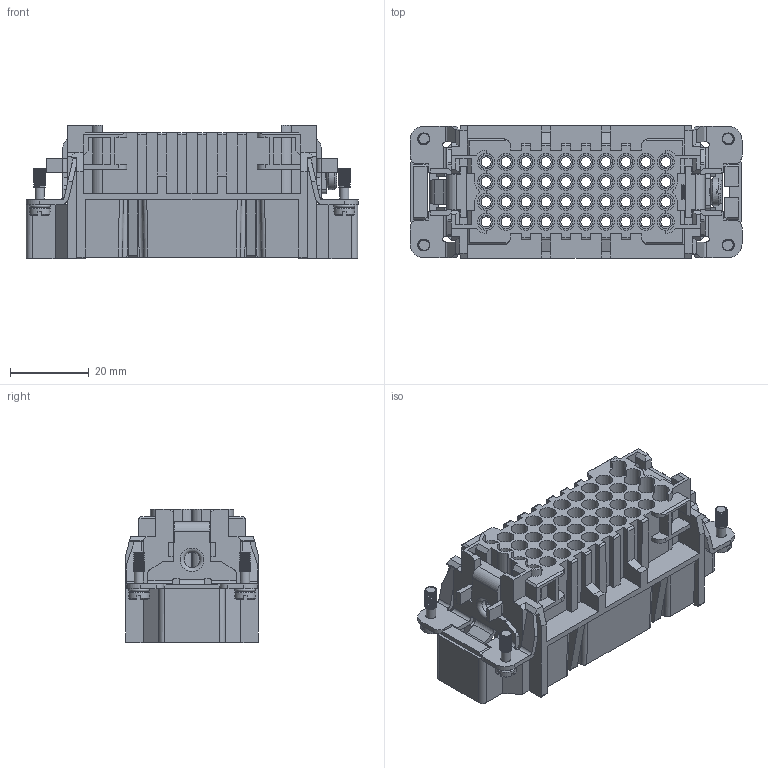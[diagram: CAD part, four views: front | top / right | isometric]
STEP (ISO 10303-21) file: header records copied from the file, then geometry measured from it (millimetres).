
FILE_DESCRIPTION(/* description */ (''),/* implementation_level */ '2;1');
FILE_NAME(/* name */ 'HD-040-MC.stp',/* time_stamp */ '2023-02-09T00:02:38+08:00',/* author */ (''),/* organization */ (''),/* preprocessor_version */ 'ST-DEVELOPER v16',/* originating_system */ 'SIEMENS PLM Software NX 10.0',/* authorisation */ '');
FILE_SCHEMA (('AUTOMOTIVE_DESIGN { 1 0 10303 214 3 1 1 1 }'));
Length unit declared in the file: millimetre
Products named in the file (1): Admi0A2C26ACrorl
Bounding box: 84.5 x 33.8 x 34.1 mm (x, y, z)
Surface area: 31162.3 mm2 (no closed solid volume)
Topology: 0 solids, 1 shells, 1257 faces, 3421 edges, 2277 vertices
Faces by surface type: plane 783, cylinder 379, cone 45, torus 40, bspline 10
Full cylindrical faces by diameter (mm): 2.4 x4, 2.5 x4, 2.6 x40, 3 x40, 3.1 x40, 3.4 x40, 4 x2, 4.3 x40, 5.3 x4, 6.4 x2, 7 x1
Entity records: 49170 total; most frequent: CARTESIAN_POINT 19236, DIRECTION 6122, ORIENTED_EDGE 5904, EDGE_CURVE 2952, VERTEX_POINT 2080, AXIS2_PLACEMENT_3D 2076, LINE 1970, VECTOR 1970
